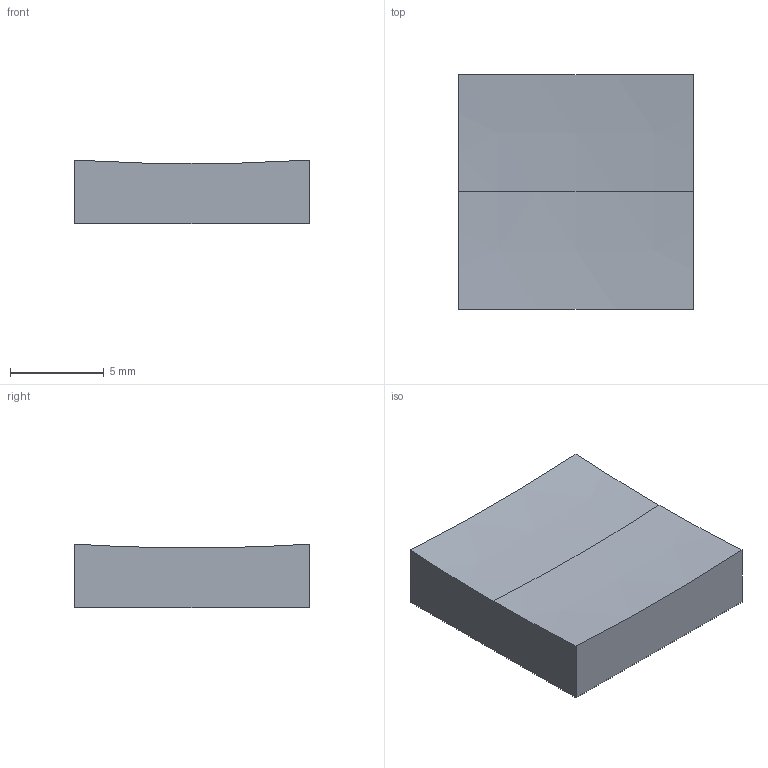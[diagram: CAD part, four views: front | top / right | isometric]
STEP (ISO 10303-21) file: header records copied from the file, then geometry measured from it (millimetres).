
FILE_DESCRIPTION (( 'STEP AP214' ), '1' );
FILE_NAME ('270018.STEP', '2020-06-01T09:02:03', ( '' ), ( '' ), 'SwSTEP 2.0', 'SolidWorks 2019', '' );
FILE_SCHEMA (( 'AUTOMOTIVE_DESIGN' ));
Length unit declared in the file: millimetre
Products named in the file (1): 270018
Bounding box: 12.5 x 12.5 x 3.39 mm (x, y, z)
Volume: 489.1 mm3; surface area: 475.7 mm2
Topology: 1 solids, 1 shells, 7 faces, 16 edges, 11 vertices
Faces by surface type: plane 5, sphere 2
Entity records: 240 total; most frequent: DIRECTION 40, CARTESIAN_POINT 35, ORIENTED_EDGE 32, AXIS2_PLACEMENT_3D 16, EDGE_CURVE 16, VERTEX_POINT 11, VECTOR 8, LINE 8
